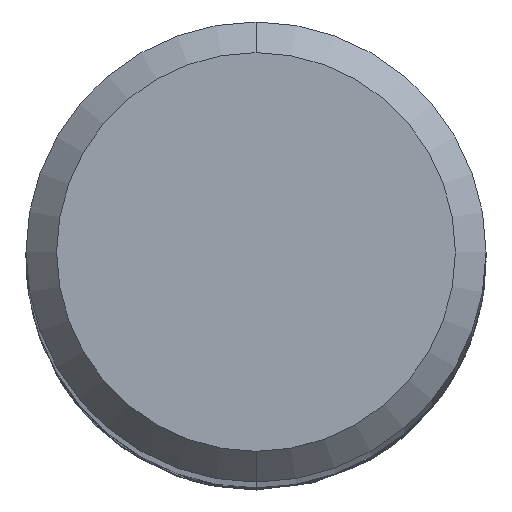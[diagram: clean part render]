
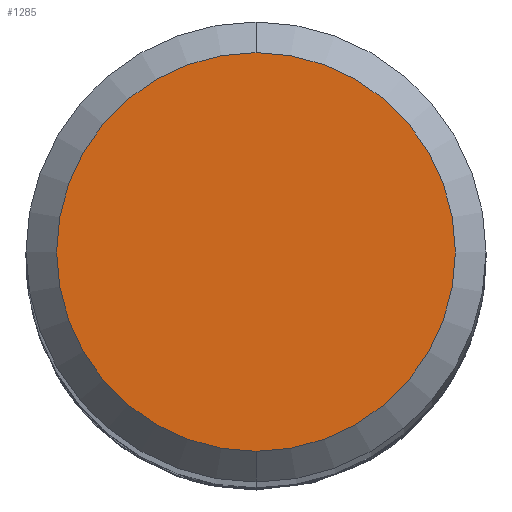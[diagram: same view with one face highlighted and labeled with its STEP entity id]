
A CAD part, top view. The second image highlights one B-rep face of the part: STEP entity #1285.
In plain terms, the highlighted planar face has unit normal (0, 0, 1).
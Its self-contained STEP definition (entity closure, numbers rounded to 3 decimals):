
#1087=EDGE_CURVE('',#1427,#1593,#2312,.T.);
#1191=EDGE_CURVE('',#1593,#1427,#2426,.T.);
#1285=ADVANCED_FACE('',(#2527),#2528,.T.);
#1427=VERTEX_POINT('',#2681);
#1593=VERTEX_POINT('',#2860);
#2312=CIRCLE('',#10032,2.6);
#2426=CIRCLE('',#11253,2.6);
#2527=FACE_OUTER_BOUND('',#11623,.T.);
#2528=PLANE('',#11624);
#2681=CARTESIAN_POINT('',(0.,-2.6,0.0));
#2860=CARTESIAN_POINT('',(0.0,2.6,0.0));
#10032=AXIS2_PLACEMENT_3D('',#17327,#17328,#17329);
#11253=AXIS2_PLACEMENT_3D('',#17434,#17435,#17436);
#11623=EDGE_LOOP('',(#17530,#17531));
#11624=AXIS2_PLACEMENT_3D('',#17532,#17533,#17534);
#17327=CARTESIAN_POINT('',(0.0,0.0,0.0));
#17328=DIRECTION('',(0.0,0.0,-1.0));
#17329=DIRECTION('',(0.0,1.0,0.0));
#17434=CARTESIAN_POINT('',(0.0,0.0,0.0));
#17435=DIRECTION('',(0.0,0.0,-1.0));
#17436=DIRECTION('',(0.0,1.0,0.0));
#17530=ORIENTED_EDGE('',*,*,#1191,.F.);
#17531=ORIENTED_EDGE('',*,*,#1087,.F.);
#17532=CARTESIAN_POINT('',(0.0,1.3,0.0));
#17533=DIRECTION('',(-0.0,0.0,1.0));
#17534=DIRECTION('',(0.0,-1.0,0.0));
